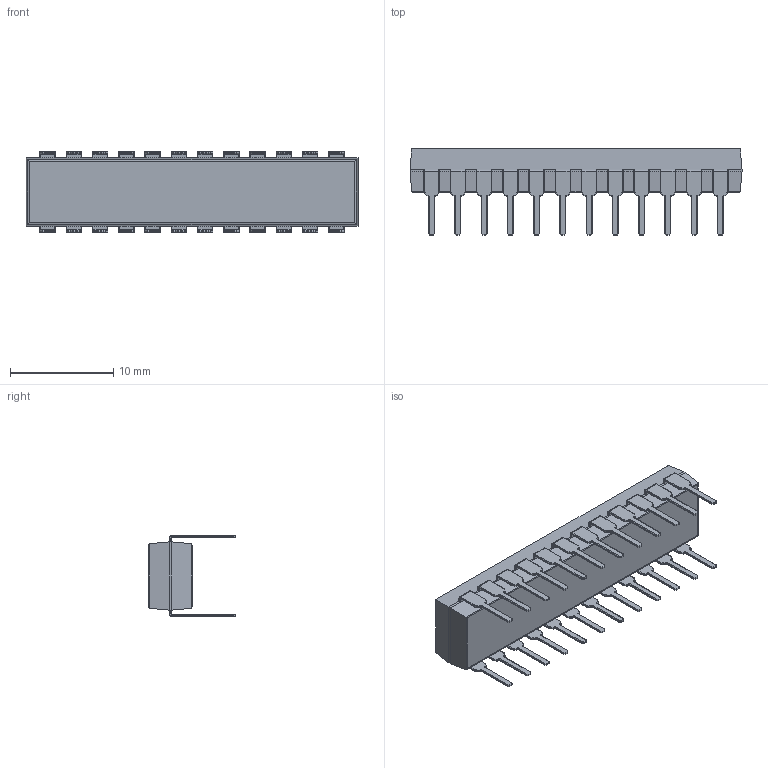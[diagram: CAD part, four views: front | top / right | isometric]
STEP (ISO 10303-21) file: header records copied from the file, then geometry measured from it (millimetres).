
FILE_DESCRIPTION (( 'STEP AP214' ), '1' );
FILE_NAME ('User Library-DIP24.STEP', '2010-10-21T12:58:56', ( 'sysAdmin' ), ( 'SolidWorks' ), 'SwSTEP 2.0', 'SolidWorks 2010', '' );
FILE_SCHEMA (( 'AUTOMOTIVE_DESIGN' ));
Length unit declared in the file: centimetre
Products named in the file (3): User Library-DIP24_Pins Narrow_1; User Library-DIP24; User Library-DIP24_K_X_F6rper DIP24_1
Assembly tree (25 placements, depth 2):
  User Library-DIP24
    User Library-DIP24_Pins Narrow_1  x24
    User Library-DIP24_K_X_F6rper DIP24_1
Bounding box: 32.13 x 8.38 x 7.82 mm (x, y, z)
Volume: 896.4 mm3; surface area: 1141 mm2
Topology: 25 solids, 25 shells, 1945 faces, 4233 edges, 2146 vertices
Faces by surface type: cylinder 970, bspline 576, plane 399
Entity records: 4456 total; most frequent: CARTESIAN_POINT 924, DIRECTION 487, ORIENTED_EDGE 446, EDGE_CURVE 223, AXIS2_PLACEMENT_3D 183, VERTEX_POINT 122, VECTOR 121, LINE 121
